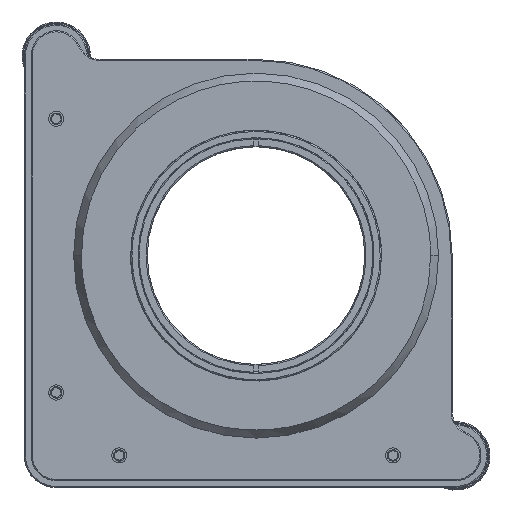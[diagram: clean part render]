
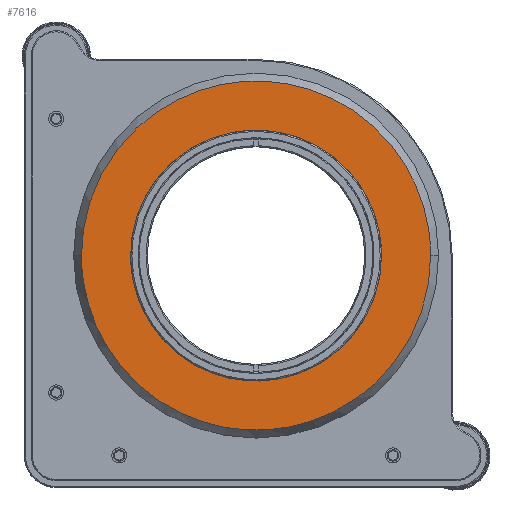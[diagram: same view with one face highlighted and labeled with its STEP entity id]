
A CAD part, top view. The second image highlights one B-rep face of the part: STEP entity #7616.
In plain terms, the highlighted planar face has unit normal (0, 0, 1).
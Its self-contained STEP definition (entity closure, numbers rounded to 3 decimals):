
#948 = CARTESIAN_POINT ( 'NONE',  ( -27.5, 0., 30.696 ) ) ;
#1498 = EDGE_CURVE ( 'NONE', #15014, #26468, #9831, .T. ) ;
#1906 = CARTESIAN_POINT ( 'NONE',  ( -45.923, -45.923, 30.696 ) ) ;
#2652 = CARTESIAN_POINT ( 'NONE',  ( -27.5, -27.5, 30.696 ) ) ;
#4143 = CARTESIAN_POINT ( 'NONE',  ( -38.268, 0., 30.696 ) ) ;
#5545 = CARTESIAN_POINT ( 'NONE',  ( -38.268, -38.268, 30.696 ) ) ;
#6211 = CARTESIAN_POINT ( 'NONE',  ( 38.268, 0., 30.696 ) ) ;
#7219 = CARTESIAN_POINT ( 'NONE',  ( -38.268, 38.268, 30.696 ) ) ;
#7411 = CARTESIAN_POINT ( 'NONE',  ( 38.268, 0., 30.696 ) ) ;
#7616 = ADVANCED_FACE ( 'NONE', ( #22603, #37409 ), #19634, .T. ) ;
#8461 =( BOUNDED_CURVE ( )  B_SPLINE_CURVE ( 2, ( #23489, #35515, #38677, #5545, #32159 ),
 .UNSPECIFIED., .F., .T. ) 
 B_SPLINE_CURVE_WITH_KNOTS ( ( 3, 2, 3 ),
 ( 0., 0.06, 0.12 ),
 .UNSPECIFIED. ) 
 CURVE ( )  GEOMETRIC_REPRESENTATION_ITEM ( )  RATIONAL_B_SPLINE_CURVE ( ( 1., 0.707, 1., 0.707, 1. ) ) 
 REPRESENTATION_ITEM ( '' )  );
#9831 =( BOUNDED_CURVE ( )  B_SPLINE_CURVE ( 2, ( #10938, #17218, #29639, #2652, #11322 ),
 .UNSPECIFIED., .F., .T. ) 
 B_SPLINE_CURVE_WITH_KNOTS ( ( 3, 2, 3 ),
 ( 0., 0.043, 0.086 ),
 .UNSPECIFIED. ) 
 CURVE ( )  GEOMETRIC_REPRESENTATION_ITEM ( )  RATIONAL_B_SPLINE_CURVE ( ( 1., 0.707, 1., 0.707, 1. ) ) 
 REPRESENTATION_ITEM ( '' )  );
#9918 = CARTESIAN_POINT ( 'NONE',  ( 27.5, 0., 30.696 ) ) ;
#10398 = DIRECTION ( 'NONE',  ( 1., 0., 0. ) ) ;
#10938 = CARTESIAN_POINT ( 'NONE',  ( 27.5, 0., 30.696 ) ) ;
#11322 = CARTESIAN_POINT ( 'NONE',  ( -27.5, 0., 30.696 ) ) ;
#11896 = ORIENTED_EDGE ( 'NONE', *, *, #37684, .T. ) ;
#12667 =( BOUNDED_CURVE ( )  B_SPLINE_CURVE ( 2, ( #948, #19448, #13146, #34245, #25186 ),
 .UNSPECIFIED., .F., .F. ) 
 B_SPLINE_CURVE_WITH_KNOTS ( ( 3, 2, 3 ),
 ( 0., 0.043, 0.086 ),
 .UNSPECIFIED. ) 
 CURVE ( )  GEOMETRIC_REPRESENTATION_ITEM ( )  RATIONAL_B_SPLINE_CURVE ( ( 1., 0.707, 1., 0.707, 1. ) ) 
 REPRESENTATION_ITEM ( '' )  );
#12723 = CARTESIAN_POINT ( 'NONE',  ( -38.268, 0., 30.696 ) ) ;
#13146 = CARTESIAN_POINT ( 'NONE',  ( 0., 27.5, 30.696 ) ) ;
#14296 = ORIENTED_EDGE ( 'NONE', *, *, #16212, .F. ) ;
#14363 = EDGE_CURVE ( 'NONE', #18218, #37344, #8461, .T. ) ;
#15014 = VERTEX_POINT ( 'NONE', #9918 ) ;
#15364 = ORIENTED_EDGE ( 'NONE', *, *, #1498, .T. ) ;
#16212 = EDGE_CURVE ( 'NONE', #37344, #18218, #32640, .T. ) ;
#16485 = DIRECTION ( 'NONE',  ( 0., 0., 1. ) ) ;
#17218 = CARTESIAN_POINT ( 'NONE',  ( 27.5, -27.5, 30.696 ) ) ;
#18218 = VERTEX_POINT ( 'NONE', #6211 ) ;
#19448 = CARTESIAN_POINT ( 'NONE',  ( -27.5, 27.5, 30.696 ) ) ;
#19634 = PLANE ( 'NONE',  #31751 ) ;
#21299 = EDGE_LOOP ( 'NONE', ( #33700, #14296 ) ) ;
#22603 = FACE_OUTER_BOUND ( 'NONE', #21299, .T. ) ;
#23489 = CARTESIAN_POINT ( 'NONE',  ( 38.268, 0., 30.696 ) ) ;
#24759 = CARTESIAN_POINT ( 'NONE',  ( 0., 38.268, 30.696 ) ) ;
#25186 = CARTESIAN_POINT ( 'NONE',  ( 27.5, 0., 30.696 ) ) ;
#26468 = VERTEX_POINT ( 'NONE', #30510 ) ;
#27887 = EDGE_LOOP ( 'NONE', ( #11896, #15364 ) ) ;
#29639 = CARTESIAN_POINT ( 'NONE',  ( 0., -27.5, 30.696 ) ) ;
#30510 = CARTESIAN_POINT ( 'NONE',  ( -27.5, 0., 30.696 ) ) ;
#31751 = AXIS2_PLACEMENT_3D ( 'NONE', #1906, #16485, #10398 ) ;
#32159 = CARTESIAN_POINT ( 'NONE',  ( -38.268, 0., 30.696 ) ) ;
#32640 =( BOUNDED_CURVE ( )  B_SPLINE_CURVE ( 2, ( #12723, #7219, #24759, #36792, #7411 ),
 .UNSPECIFIED., .F., .T. ) 
 B_SPLINE_CURVE_WITH_KNOTS ( ( 3, 2, 3 ),
 ( 0., 0.06, 0.12 ),
 .UNSPECIFIED. ) 
 CURVE ( )  GEOMETRIC_REPRESENTATION_ITEM ( )  RATIONAL_B_SPLINE_CURVE ( ( 1., 0.707, 1., 0.707, 1. ) ) 
 REPRESENTATION_ITEM ( '' )  );
#33700 = ORIENTED_EDGE ( 'NONE', *, *, #14363, .F. ) ;
#34245 = CARTESIAN_POINT ( 'NONE',  ( 27.5, 27.5, 30.696 ) ) ;
#35515 = CARTESIAN_POINT ( 'NONE',  ( 38.268, -38.268, 30.696 ) ) ;
#36792 = CARTESIAN_POINT ( 'NONE',  ( 38.268, 38.268, 30.696 ) ) ;
#37344 = VERTEX_POINT ( 'NONE', #4143 ) ;
#37409 = FACE_BOUND ( 'NONE', #27887, .T. ) ;
#37684 = EDGE_CURVE ( 'NONE', #26468, #15014, #12667, .T. ) ;
#38677 = CARTESIAN_POINT ( 'NONE',  ( 0., -38.268, 30.696 ) ) ;
